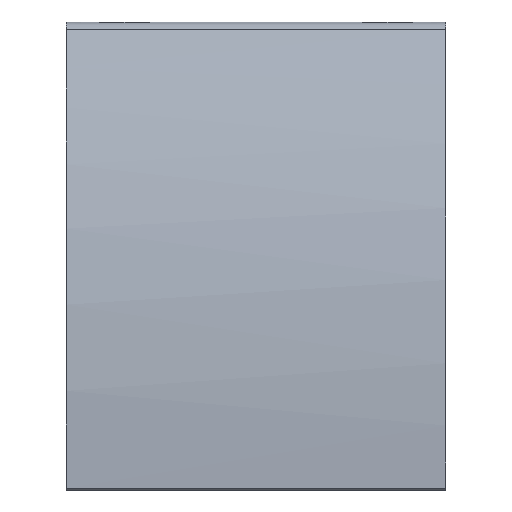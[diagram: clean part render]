
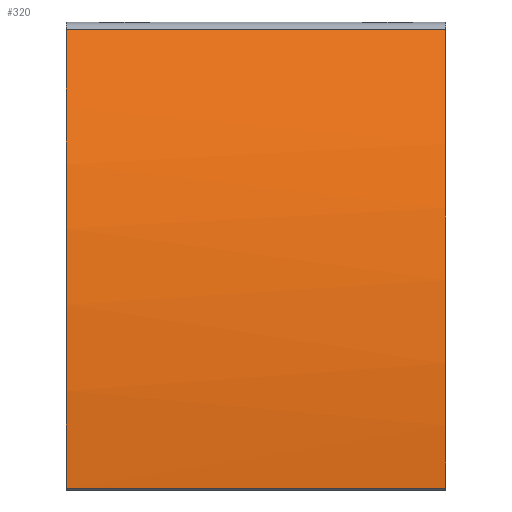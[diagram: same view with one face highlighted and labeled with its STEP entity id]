
A CAD part, front view. The second image highlights one B-rep face of the part: STEP entity #320.
In plain terms, the highlighted free-form (B-spline) face has degree [3, 1] with [13, 2] control points.
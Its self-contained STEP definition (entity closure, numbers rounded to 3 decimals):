
#15=B_SPLINE_SURFACE_WITH_KNOTS('',3,1,((#663,#664),(#665,#666),(#667,#668),
(#669,#670),(#671,#672),(#673,#674),(#675,#676),(#677,#678),(#679,#680),
(#681,#682),(#683,#684),(#685,#686),(#687,#688)),.UNSPECIFIED.,.F.,.F.,
 .F.,(4,3,3,3,4),(2,2),(0.,0.278,0.538,0.823,
1.),(-5.7,5.7),.UNSPECIFIED.);
#22=B_SPLINE_CURVE_WITH_KNOTS('',3,(#580,#581,#582,#583,#584,#585,#586,
#587,#588,#589,#590,#591,#592),.UNSPECIFIED.,.F.,.F.,(4,3,3,3,4),(-1.,-0.823,
-0.538,-0.278,0.),.UNSPECIFIED.);
#23=B_SPLINE_CURVE_WITH_KNOTS('',3,(#689,#690,#691,#692,#693,#694,#695,
#696,#697,#698,#699,#700,#701),.UNSPECIFIED.,.F.,.F.,(4,3,3,3,4),(0.,0.278,
0.538,0.823,1.),.UNSPECIFIED.);
#70=FACE_OUTER_BOUND('',#93,.T.);
#93=EDGE_LOOP('',(#285,#286,#287,#288));
#108=LINE('',#550,#127);
#114=LINE('',#662,#133);
#127=VECTOR('',#436,10.);
#133=VECTOR('',#456,10.);
#154=VERTEX_POINT('',#547);
#155=VERTEX_POINT('',#549);
#158=VERTEX_POINT('',#578);
#161=VERTEX_POINT('',#660);
#191=EDGE_CURVE('',#154,#155,#108,.T.);
#198=EDGE_CURVE('',#158,#154,#22,.T.);
#204=EDGE_CURVE('',#158,#161,#114,.T.);
#205=EDGE_CURVE('',#155,#161,#23,.T.);
#285=ORIENTED_EDGE('',*,*,#204,.T.);
#286=ORIENTED_EDGE('',*,*,#205,.F.);
#287=ORIENTED_EDGE('',*,*,#191,.F.);
#288=ORIENTED_EDGE('',*,*,#198,.F.);
#320=ADVANCED_FACE('',(#70),#15,.T.);
#436=DIRECTION('',(1.,0.,0.));
#456=DIRECTION('',(1.,0.,0.));
#547=CARTESIAN_POINT('',(-57.,-18.453,27.191));
#549=CARTESIAN_POINT('',(57.,-18.453,27.191));
#550=CARTESIAN_POINT('',(0.,-18.453,27.191));
#578=CARTESIAN_POINT('',(-57.,-62.718,-110.708));
#580=CARTESIAN_POINT('Ctrl Pts',(-57.,-62.718,-110.708));
#581=CARTESIAN_POINT('Ctrl Pts',(-57.,-62.776,-101.822));
#582=CARTESIAN_POINT('Ctrl Pts',(-57.,-62.499,-92.996));
#583=CARTESIAN_POINT('Ctrl Pts',(-57.,-61.857,-84.239));
#584=CARTESIAN_POINT('Ctrl Pts',(-57.,-60.817,-70.072));
#585=CARTESIAN_POINT('Ctrl Pts',(-57.,-58.841,-56.059));
#586=CARTESIAN_POINT('Ctrl Pts',(-57.,-55.442,-42.477));
#587=CARTESIAN_POINT('Ctrl Pts',(-57.,-52.348,-30.117));
#588=CARTESIAN_POINT('Ctrl Pts',(-57.,-48.018,-18.155));
#589=CARTESIAN_POINT('Ctrl Pts',(-57.,-42.161,-6.859));
#590=CARTESIAN_POINT('Ctrl Pts',(-57.,-35.899,5.219));
#591=CARTESIAN_POINT('Ctrl Pts',(-57.,-27.945,16.556));
#592=CARTESIAN_POINT('Ctrl Pts',(-57.,-18.453,27.191));
#660=CARTESIAN_POINT('',(57.,-62.718,-110.708));
#662=CARTESIAN_POINT('',(0.,-62.718,-110.708));
#663=CARTESIAN_POINT('Ctrl Pts',(-57.,-18.453,27.191));
#664=CARTESIAN_POINT('Ctrl Pts',(57.,-18.453,27.191));
#665=CARTESIAN_POINT('Ctrl Pts',(-57.,-27.945,16.556));
#666=CARTESIAN_POINT('Ctrl Pts',(57.,-27.945,16.556));
#667=CARTESIAN_POINT('Ctrl Pts',(-57.,-35.899,5.219));
#668=CARTESIAN_POINT('Ctrl Pts',(57.,-35.899,5.219));
#669=CARTESIAN_POINT('Ctrl Pts',(-57.,-42.161,-6.859));
#670=CARTESIAN_POINT('Ctrl Pts',(57.,-42.161,-6.859));
#671=CARTESIAN_POINT('Ctrl Pts',(-57.,-48.018,-18.155));
#672=CARTESIAN_POINT('Ctrl Pts',(57.,-48.018,-18.155));
#673=CARTESIAN_POINT('Ctrl Pts',(-57.,-52.348,-30.117));
#674=CARTESIAN_POINT('Ctrl Pts',(57.,-52.348,-30.117));
#675=CARTESIAN_POINT('Ctrl Pts',(-57.,-55.442,-42.477));
#676=CARTESIAN_POINT('Ctrl Pts',(57.,-55.442,-42.477));
#677=CARTESIAN_POINT('Ctrl Pts',(-57.,-58.841,-56.059));
#678=CARTESIAN_POINT('Ctrl Pts',(57.,-58.841,-56.059));
#679=CARTESIAN_POINT('Ctrl Pts',(-57.,-60.817,-70.072));
#680=CARTESIAN_POINT('Ctrl Pts',(57.,-60.817,-70.072));
#681=CARTESIAN_POINT('Ctrl Pts',(-57.,-61.857,-84.239));
#682=CARTESIAN_POINT('Ctrl Pts',(57.,-61.857,-84.239));
#683=CARTESIAN_POINT('Ctrl Pts',(-57.,-62.499,-92.996));
#684=CARTESIAN_POINT('Ctrl Pts',(57.,-62.499,-92.996));
#685=CARTESIAN_POINT('Ctrl Pts',(-57.,-62.776,-101.822));
#686=CARTESIAN_POINT('Ctrl Pts',(57.,-62.776,-101.822));
#687=CARTESIAN_POINT('Ctrl Pts',(-57.,-62.718,-110.708));
#688=CARTESIAN_POINT('Ctrl Pts',(57.,-62.718,-110.708));
#689=CARTESIAN_POINT('Ctrl Pts',(57.,-18.453,27.191));
#690=CARTESIAN_POINT('Ctrl Pts',(57.,-27.945,16.556));
#691=CARTESIAN_POINT('Ctrl Pts',(57.,-35.899,5.219));
#692=CARTESIAN_POINT('Ctrl Pts',(57.,-42.161,-6.859));
#693=CARTESIAN_POINT('Ctrl Pts',(57.,-48.018,-18.155));
#694=CARTESIAN_POINT('Ctrl Pts',(57.,-52.348,-30.117));
#695=CARTESIAN_POINT('Ctrl Pts',(57.,-55.442,-42.477));
#696=CARTESIAN_POINT('Ctrl Pts',(57.,-58.841,-56.059));
#697=CARTESIAN_POINT('Ctrl Pts',(57.,-60.817,-70.072));
#698=CARTESIAN_POINT('Ctrl Pts',(57.,-61.857,-84.239));
#699=CARTESIAN_POINT('Ctrl Pts',(57.,-62.499,-92.996));
#700=CARTESIAN_POINT('Ctrl Pts',(57.,-62.776,-101.822));
#701=CARTESIAN_POINT('Ctrl Pts',(57.,-62.718,-110.708));
